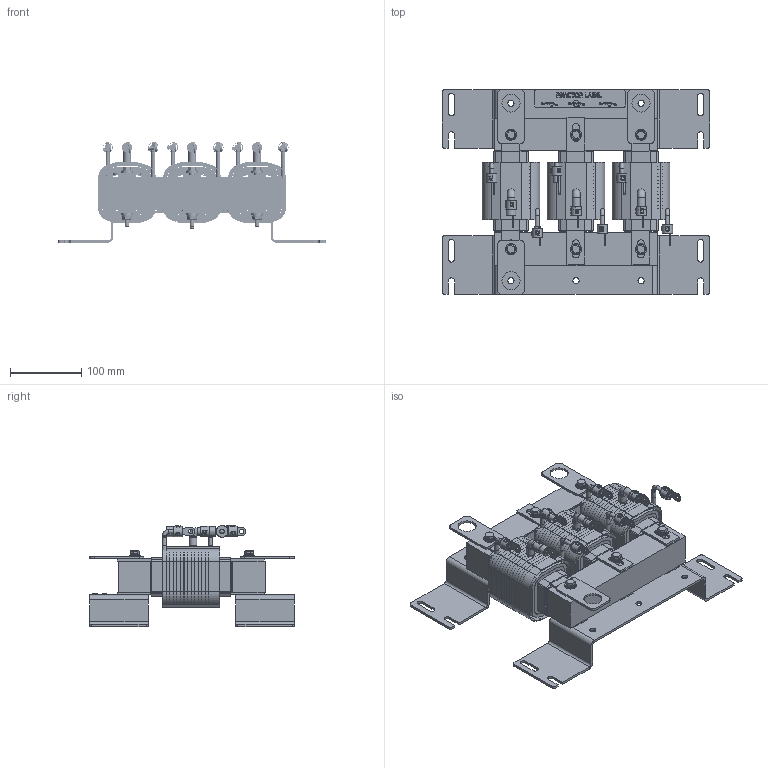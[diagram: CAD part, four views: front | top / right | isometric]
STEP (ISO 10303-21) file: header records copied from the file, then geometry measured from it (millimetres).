
FILE_DESCRIPTION(/* description */ (''),/* implementation_level */ '2;1');
FILE_NAME(/* name */ 'KDRI1TTX4.stp',/* time_stamp */ '2024-10-18T05:54:20-05:00',/* author */ ('DWROBLEW'),/* organization */ (''),/* preprocessor_version */ 'ST-DEVELOPER v20',/* originating_system */ 'Autodesk Inventor 2024',/* authorisation */ '');
FILE_SCHEMA (('AUTOMOTIVE_DESIGN { 1 0 10303 214 3 1 1 }'));
Products named in the file (30): KDRI1TTX4; 15174; 23412-1.75; 30097- LARGE  BLANK  (TT REACTOR); 31194-A; 31216 terminal  coil core assembly; 31216; 31216 terminal  coil winding; 31216 outer wrap; 31216 start lead; 31216 Finish lead; 31216 tap lead; 15002; 2219; 1505-1763-4495 ASSEMBLY; 1505; 1763-4495 ASSEMBLY; 4495; 1763; 1502; 30034; 30035; 30036; 30037; 30038; 30039; 30040; 30041; 30042; 31621
Assembly tree (54 placements, depth 3):
  KDRI1TTX4
    23412-1.75  x2
    15174  x2
    30097- LARGE  BLANK  (TT REACTOR)
    1763-4495 ASSEMBLY  x6
      4495
      1763
    1505-1763-4495 ASSEMBLY  x6
      4495
      1763
      1505
    1502  x6
    31194-A  x2
    31216 terminal  coil core assembly  x3
      31216
      31216 terminal  coil winding
      31216 outer wrap
      31216 start lead
      31216 Finish lead
      31216 tap lead
      15002
      2219
    30034
    30035
    30036
    30037
    30038
    30039
    30040
    30041
    30042
    31621  x3
Bounding box: 375.92 x 288.04 x 142.23 mm (x, y, z)
Volume: 2946864.2 mm3; surface area: 1278454.9 mm2
Topology: 190 solids, 190 shells, 6562 faces, 18131 edges, 11971 vertices
Faces by surface type: plane 4199, cylinder 1552, bspline 784, torus 21, cone 6
Full cylindrical faces by diameter (mm): 4.826 x6, 5.029 x6, 5.08 x3, 5.283 x6, 5.537 x18, 6.147 x12, 6.35 x21, 7.137 x12, 7.518 x3, 7.62 x12, 8.636 x12, 8.712 x3, 8.738 x6, 10.922 x6, 10.932 x3, 12.7 x21, 13.284 x3, 14.416 x9, 14.859 x6, 15.875 x12, 16.485 x3, 25.4 x3
Entity records: 121405 total; most frequent: CARTESIAN_POINT 34927, ORIENTED_EDGE 19438, DIRECTION 14788, EDGE_CURVE 9719, LINE 6488, VECTOR 6488, VERTEX_POINT 6445, AXIS2_PLACEMENT_3D 4150
